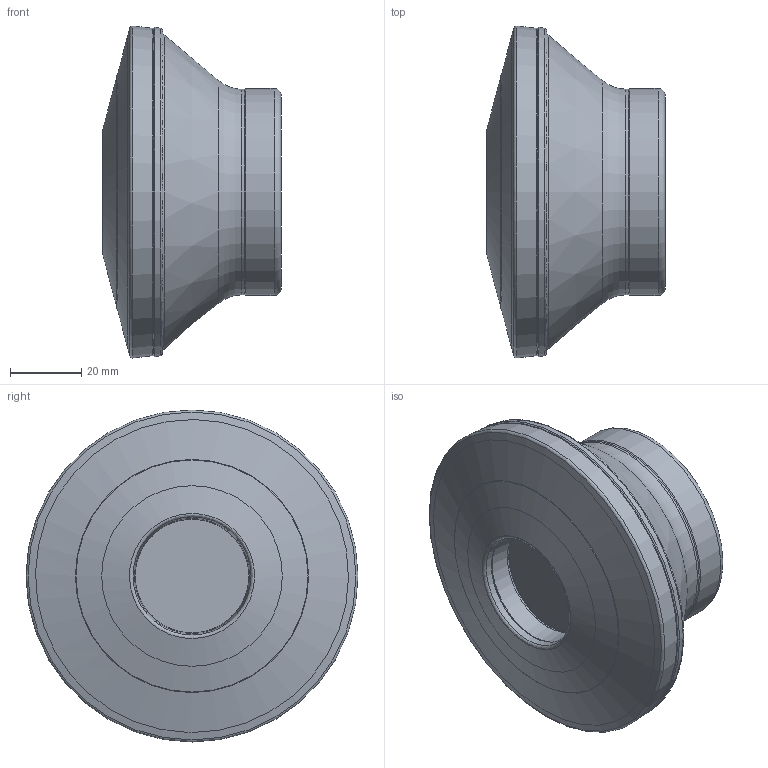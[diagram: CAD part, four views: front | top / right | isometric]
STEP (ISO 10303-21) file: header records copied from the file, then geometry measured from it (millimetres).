
FILE_DESCRIPTION(/* description */ (''),/* implementation_level */ '2;1');
FILE_NAME(/* name */ 'AHM15-AP16-D35x93-A27-Z0306-H.stp',/* time_stamp */ '2023-12-10T01:28:44+03:00',/* author */ (''),/* organization */ (''),/* preprocessor_version */ 'ST-DEVELOPER v19.4',/* originating_system */ 'SIEMENS PLM Software NX2306.3001',/* authorisation */ '');
FILE_SCHEMA (('AUTOMOTIVE_DESIGN { 1 0 10303 214 3 1 1 1 }'));
Length unit declared in the file: millimetre
Products named in the file (1): AHM15-AP16-D35x93-A27-Z0306-H_XT
Bounding box: 49.97 x 92.99 x 92.99 mm (x, y, z)
Volume: 238754.7 mm3; surface area: 35655.2 mm2
Topology: 2 solids, 2 shells, 37 faces, 80 edges, 45 vertices
Faces by surface type: revolution 17, cone 10, torus 6, cylinder 2, plane 2
Full cylindrical faces by diameter (mm): 57.6 x1, 58 x1
Entity records: 976 total; most frequent: CARTESIAN_POINT 211, DIRECTION 132, EDGE_LOOP 72, ORIENTED_EDGE 72, FACE_BOUND 70, AXIS2_PLACEMENT_3D 55, ADVANCED_FACE 37, VERTEX_POINT 36
